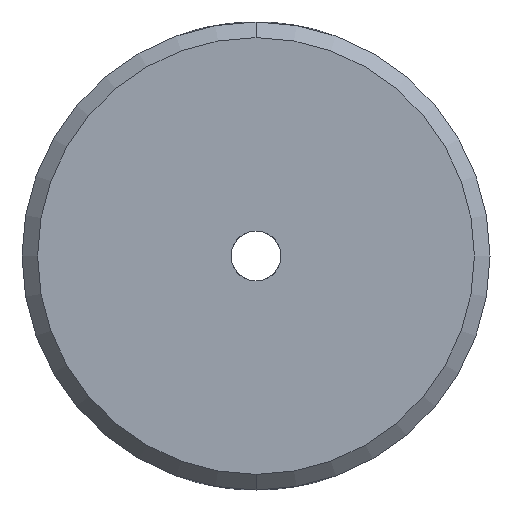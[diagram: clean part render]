
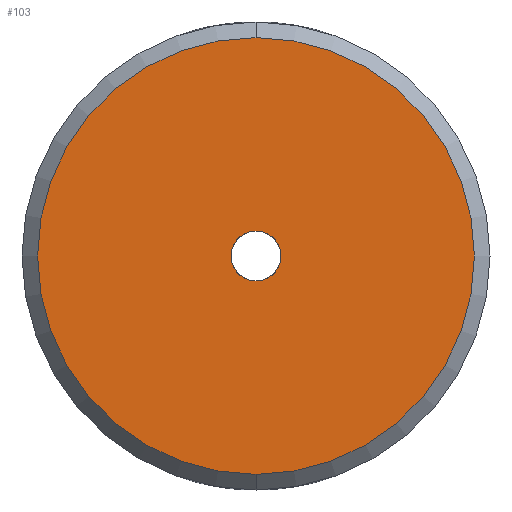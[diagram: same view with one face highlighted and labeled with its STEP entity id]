
A CAD part, front view. The second image highlights one B-rep face of the part: STEP entity #103.
In plain terms, the highlighted planar face has unit normal (0, -1, 0).
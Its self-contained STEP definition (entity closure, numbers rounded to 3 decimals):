
#17 = AXIS2_PLACEMENT_3D ( 'NONE', #33, #280, #89 ) ;
#28 = VERTEX_POINT ( 'NONE', #165 ) ;
#33 = CARTESIAN_POINT ( 'NONE',  ( -1.696, -8.528, 16. ) ) ;
#43 = AXIS2_PLACEMENT_3D ( 'NONE', #608, #743, #284 ) ;
#59 = AXIS2_PLACEMENT_3D ( 'NONE', #466, #344, #606 ) ;
#89 = DIRECTION ( 'NONE',  ( 0., 0., 1. ) ) ;
#103 = ADVANCED_FACE ( 'NONE', ( #628, #347 ), #569, .F. ) ;
#117 = DIRECTION ( 'NONE',  ( 0., 0., 1. ) ) ;
#140 = EDGE_CURVE ( 'NONE', #834, #224, #328, .T. ) ;
#143 = ORIENTED_EDGE ( 'NONE', *, *, #516, .T. ) ;
#159 = EDGE_LOOP ( 'NONE', ( #564, #202 ) ) ;
#165 = CARTESIAN_POINT ( 'NONE',  ( -1.696, -8.528, 23. ) ) ;
#202 = ORIENTED_EDGE ( 'NONE', *, *, #838, .F. ) ;
#224 = VERTEX_POINT ( 'NONE', #246 ) ;
#246 = CARTESIAN_POINT ( 'NONE',  ( -1.696, -8.528, 16.8 ) ) ;
#263 = CARTESIAN_POINT ( 'NONE',  ( -1.696, -8.528, 15.2 ) ) ;
#280 = DIRECTION ( 'NONE',  ( 0., -1., 0. ) ) ;
#284 = DIRECTION ( 'NONE',  ( 0., 0., 1. ) ) ;
#305 = DIRECTION ( 'NONE',  ( 0., 1., 0. ) ) ;
#311 = DIRECTION ( 'NONE',  ( 0., 0., -1. ) ) ;
#318 = CARTESIAN_POINT ( 'NONE',  ( -1.696, -8.528, 16. ) ) ;
#328 = CIRCLE ( 'NONE', #670, 0.8 ) ;
#344 = DIRECTION ( 'NONE',  ( 0., -1., 0. ) ) ;
#347 = FACE_BOUND ( 'NONE', #159, .T. ) ;
#385 = DIRECTION ( 'NONE',  ( 0., -1., 0. ) ) ;
#413 = VERTEX_POINT ( 'NONE', #599 ) ;
#422 = EDGE_LOOP ( 'NONE', ( #143, #605 ) ) ;
#434 = EDGE_CURVE ( 'NONE', #413, #28, #785, .T. ) ;
#442 = CARTESIAN_POINT ( 'NONE',  ( -1.696, -8.528, 16. ) ) ;
#452 = CIRCLE ( 'NONE', #59, 0.8 ) ;
#466 = CARTESIAN_POINT ( 'NONE',  ( -1.696, -8.528, 16. ) ) ;
#516 = EDGE_CURVE ( 'NONE', #28, #413, #651, .T. ) ;
#564 = ORIENTED_EDGE ( 'NONE', *, *, #140, .F. ) ;
#569 = PLANE ( 'NONE',  #625 ) ;
#599 = CARTESIAN_POINT ( 'NONE',  ( -1.696, -8.528, 9. ) ) ;
#605 = ORIENTED_EDGE ( 'NONE', *, *, #434, .T. ) ;
#606 = DIRECTION ( 'NONE',  ( 0., 0., -1. ) ) ;
#608 = CARTESIAN_POINT ( 'NONE',  ( -1.696, -8.528, 16. ) ) ;
#625 = AXIS2_PLACEMENT_3D ( 'NONE', #442, #305, #117 ) ;
#628 = FACE_OUTER_BOUND ( 'NONE', #422, .T. ) ;
#651 = CIRCLE ( 'NONE', #43, 7. ) ;
#670 = AXIS2_PLACEMENT_3D ( 'NONE', #318, #385, #311 ) ;
#743 = DIRECTION ( 'NONE',  ( 0., -1., 0. ) ) ;
#785 = CIRCLE ( 'NONE', #17, 7. ) ;
#834 = VERTEX_POINT ( 'NONE', #263 ) ;
#838 = EDGE_CURVE ( 'NONE', #224, #834, #452, .T. ) ;
